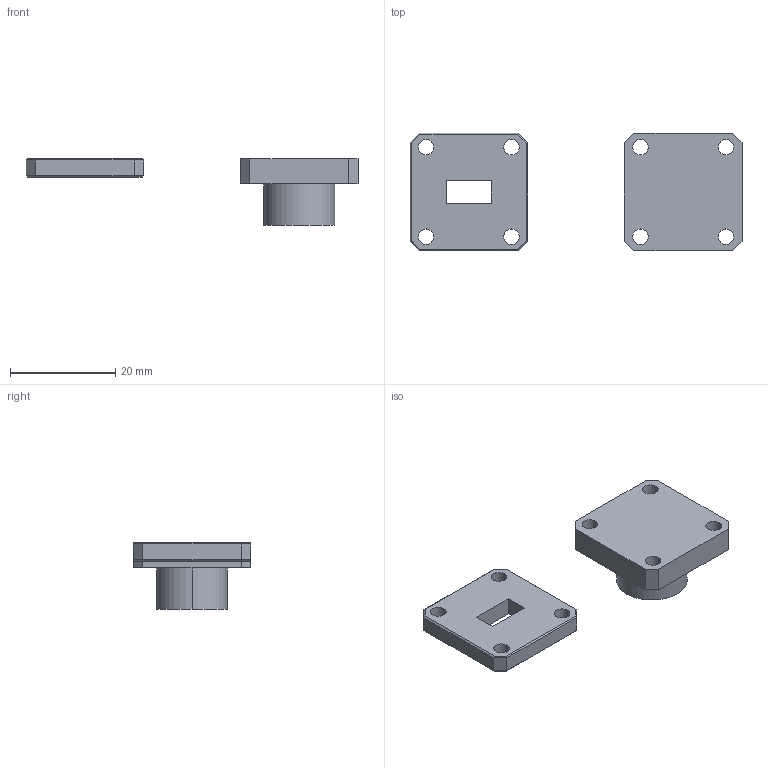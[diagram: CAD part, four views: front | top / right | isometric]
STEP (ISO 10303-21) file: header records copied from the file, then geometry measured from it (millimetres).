
FILE_DESCRIPTION (( 'STEP AP203' ), '1' );
FILE_NAME ('SWO-34-F1.STEP', '2019-06-06T19:16:03', ( '' ), ( '' ), 'SwSTEP 2.0', 'SolidWorks 2016', '' );
FILE_SCHEMA (( 'CONFIG_CONTROL_DESIGN' ));
Length unit declared in the file: inch
Products named in the file (1): SWO-34-F1
Bounding box: 63.14 x 22.35 x 12.7 mm (x, y, z)
Volume: 4867 mm3; surface area: 3206.4 mm2
Topology: 2 solids, 2 shells, 59 faces, 146 edges, 92 vertices
Faces by surface type: plane 41, cylinder 18
Entity records: 1841 total; most frequent: DIRECTION 302, CARTESIAN_POINT 298, ORIENTED_EDGE 292, EDGE_CURVE 146, VECTOR 110, LINE 110, AXIS2_PLACEMENT_3D 96, VERTEX_POINT 92
